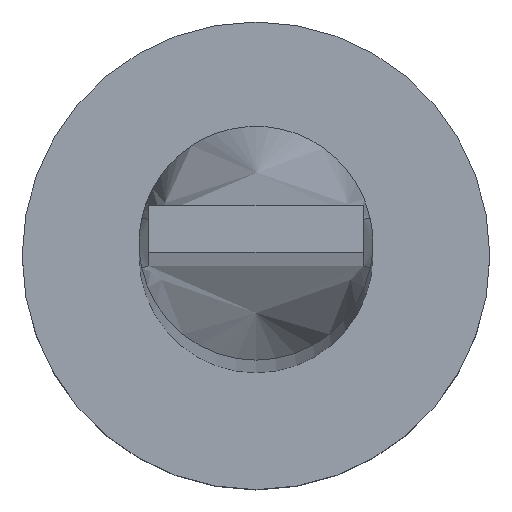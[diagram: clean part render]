
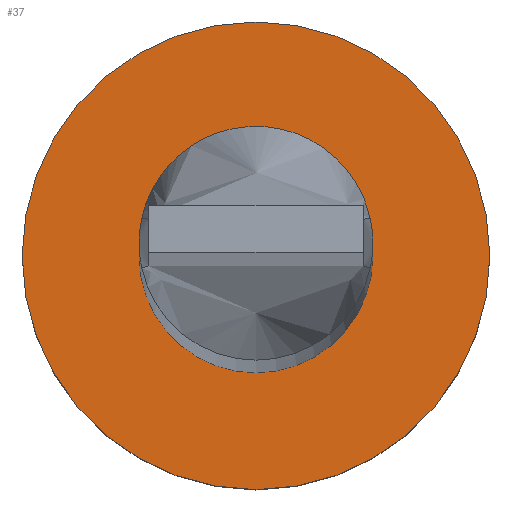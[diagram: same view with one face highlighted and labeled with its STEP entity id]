
A CAD part, top view. The second image highlights one B-rep face of the part: STEP entity #37.
In plain terms, the highlighted planar face has unit normal (0, 0, 1).
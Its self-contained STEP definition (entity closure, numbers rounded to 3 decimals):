
#8 = VERTEX_POINT ( 'NONE', #421 ) ;
#35 = DIRECTION ( 'NONE',  ( 1., 0., 0. ) ) ;
#37 = ADVANCED_FACE ( 'NONE', ( #286, #202 ), #381, .T. ) ;
#61 = VERTEX_POINT ( 'NONE', #461 ) ;
#65 = DIRECTION ( 'NONE',  ( 0., 0., 1. ) ) ;
#78 = CIRCLE ( 'NONE', #509, 6. ) ;
#81 = CARTESIAN_POINT ( 'NONE',  ( -6., 0., 5. ) ) ;
#106 = CARTESIAN_POINT ( 'NONE',  ( 3., 0., 5. ) ) ;
#113 = EDGE_LOOP ( 'NONE', ( #514, #404 ) ) ;
#117 = CARTESIAN_POINT ( 'NONE',  ( 0., 0., 5. ) ) ;
#124 = DIRECTION ( 'NONE',  ( 1., 0., 0. ) ) ;
#153 = EDGE_CURVE ( 'NONE', #61, #448, #277, .T. ) ;
#164 = DIRECTION ( 'NONE',  ( 0., 0., 1. ) ) ;
#199 = CARTESIAN_POINT ( 'NONE',  ( 0., 0., 5. ) ) ;
#202 = FACE_OUTER_BOUND ( 'NONE', #113, .T. ) ;
#242 = DIRECTION ( 'NONE',  ( 1., 0., 0. ) ) ;
#252 = CARTESIAN_POINT ( 'NONE',  ( 0., 0., 5. ) ) ;
#257 = DIRECTION ( 'NONE',  ( 1., 0., 0. ) ) ;
#276 = VERTEX_POINT ( 'NONE', #106 ) ;
#277 = CIRCLE ( 'NONE', #401, 6. ) ;
#279 = DIRECTION ( 'NONE',  ( 1., 0., 0. ) ) ;
#286 = FACE_BOUND ( 'NONE', #506, .T. ) ;
#333 = EDGE_CURVE ( 'NONE', #8, #276, #344, .T. ) ;
#344 = CIRCLE ( 'NONE', #415, 3. ) ;
#347 = DIRECTION ( 'NONE',  ( 0., 0., 1. ) ) ;
#381 = PLANE ( 'NONE',  #468 ) ;
#384 = DIRECTION ( 'NONE',  ( 0., 0., 1. ) ) ;
#401 = AXIS2_PLACEMENT_3D ( 'NONE', #571, #164, #257 ) ;
#404 = ORIENTED_EDGE ( 'NONE', *, *, #153, .T. ) ;
#407 = AXIS2_PLACEMENT_3D ( 'NONE', #117, #578, #124 ) ;
#415 = AXIS2_PLACEMENT_3D ( 'NONE', #199, #65, #242 ) ;
#416 = EDGE_CURVE ( 'NONE', #448, #61, #78, .T. ) ;
#421 = CARTESIAN_POINT ( 'NONE',  ( -3., 0., 5. ) ) ;
#448 = VERTEX_POINT ( 'NONE', #81 ) ;
#458 = ORIENTED_EDGE ( 'NONE', *, *, #333, .F. ) ;
#461 = CARTESIAN_POINT ( 'NONE',  ( 6., 0., 5. ) ) ;
#467 = CARTESIAN_POINT ( 'NONE',  ( 0., 0., 5. ) ) ;
#468 = AXIS2_PLACEMENT_3D ( 'NONE', #467, #384, #279 ) ;
#471 = CIRCLE ( 'NONE', #407, 3. ) ;
#506 = EDGE_LOOP ( 'NONE', ( #458, #540 ) ) ;
#509 = AXIS2_PLACEMENT_3D ( 'NONE', #252, #347, #35 ) ;
#514 = ORIENTED_EDGE ( 'NONE', *, *, #416, .T. ) ;
#540 = ORIENTED_EDGE ( 'NONE', *, *, #541, .F. ) ;
#541 = EDGE_CURVE ( 'NONE', #276, #8, #471, .T. ) ;
#571 = CARTESIAN_POINT ( 'NONE',  ( 0., 0., 5. ) ) ;
#578 = DIRECTION ( 'NONE',  ( 0., 0., 1. ) ) ;
